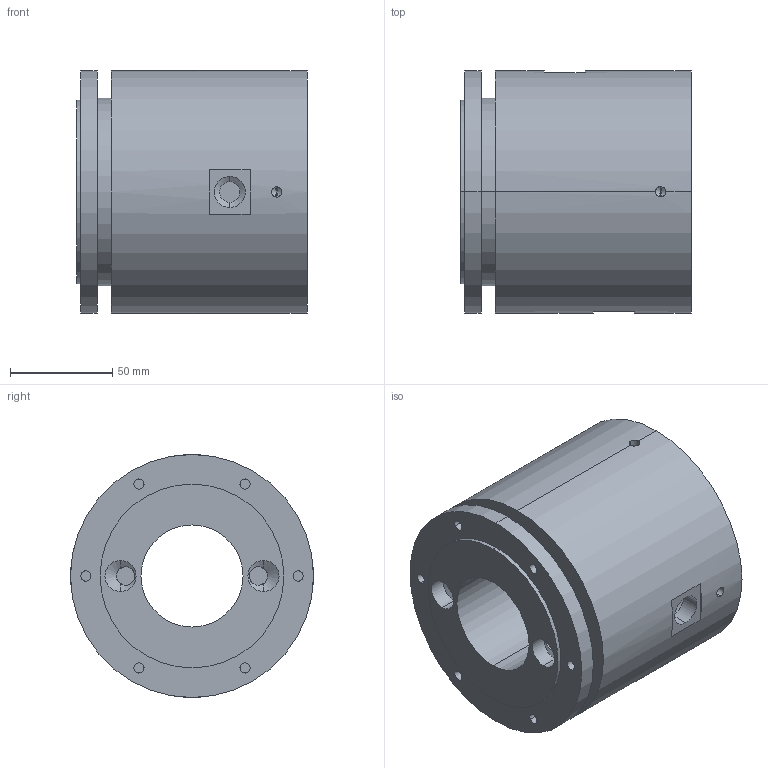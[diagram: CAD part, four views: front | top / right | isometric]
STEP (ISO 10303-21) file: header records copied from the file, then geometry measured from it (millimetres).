
FILE_DESCRIPTION (( 'STEP AP203' ), '1' );
FILE_NAME ('GJ2050-04.STEP', '2020-07-25T07:11:13', ( 'gongcheng1' ), ( '' ), 'SwSTEP 2.0', 'SolidWorks 2014', '' );
FILE_SCHEMA (( 'CONFIG_CONTROL_DESIGN' ));
Length unit declared in the file: millimetre
Products named in the file (1): GJ2050-04
Bounding box: 113 x 119 x 119 mm (x, y, z)
Volume: 961148.8 mm3; surface area: 95184 mm2
Topology: 1 solids, 1 shells, 118 faces, 282 edges, 164 vertices
Faces by surface type: cylinder 68, cone 32, plane 18
Entity records: 3719 total; most frequent: CARTESIAN_POINT 937, DIRECTION 604, ORIENTED_EDGE 516, EDGE_CURVE 258, AXIS2_PLACEMENT_3D 247, VERTEX_POINT 164, EDGE_LOOP 154, CIRCLE 128
